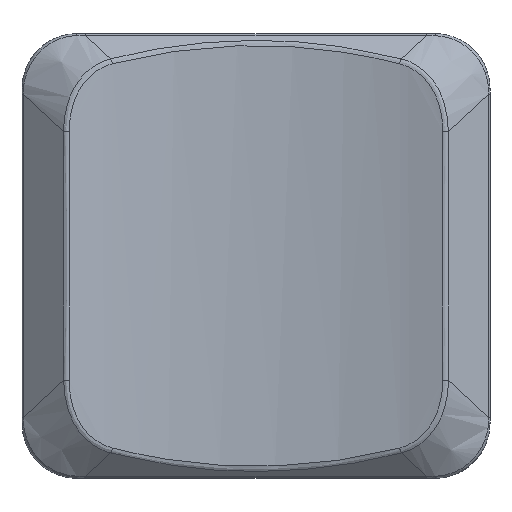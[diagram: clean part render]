
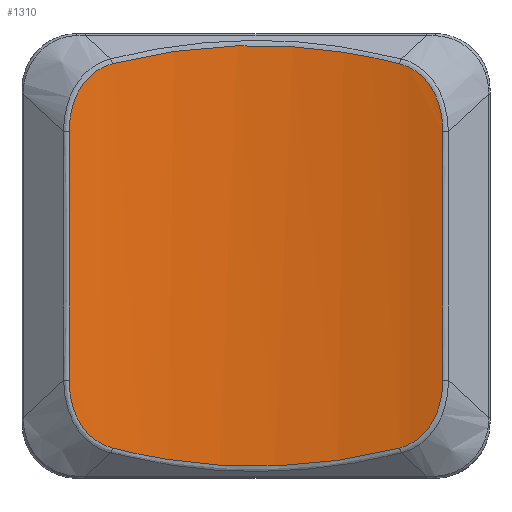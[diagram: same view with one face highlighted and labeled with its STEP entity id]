
A CAD part, top view. The second image highlights one B-rep face of the part: STEP entity #1310.
In plain terms, the highlighted cylindrical face has radius 23.196 mm (diameter 46.393 mm), a partial arc.
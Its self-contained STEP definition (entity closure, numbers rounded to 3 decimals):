
#57=B_SPLINE_CURVE_WITH_KNOTS('',3,(#2516,#2517,#2518,#2519,#2520,#2521,
#2522,#2523,#2524,#2525,#2526,#2527,#2528,#2529,#2530),.UNSPECIFIED.,.F.,
 .F.,(4,1,1,1,1,1,1,1,1,1,1,1,4),(0.008,0.031,
0.061,0.09,0.118,0.145,
0.171,0.198,0.225,0.251,
0.278,0.305,0.328),.UNSPECIFIED.);
#62=B_SPLINE_CURVE_WITH_KNOTS('',3,(#2588,#2589,#2590,#2591,#2592),
 .UNSPECIFIED.,.F.,.F.,(4,1,4),(0.328,0.943,1.404),
 .UNSPECIFIED.);
#64=B_SPLINE_CURVE_WITH_KNOTS('',3,(#2674,#2675,#2676,#2677,#2678,#2679,
#2680,#2681,#2682,#2683,#2684,#2685,#2686,#2687,#2688),.UNSPECIFIED.,.F.,
 .F.,(4,1,1,1,1,1,1,1,1,1,1,1,4),(1.404,1.428,1.455,
1.482,1.51,1.537,1.564,1.592,
1.62,1.647,1.675,1.703,1.724),
 .UNSPECIFIED.);
#66=B_SPLINE_CURVE_WITH_KNOTS('',3,(#2715,#2716,#2717,#2718),
 .UNSPECIFIED.,.F.,.F.,(4,4),(1.724,2.627),
 .UNSPECIFIED.);
#68=B_SPLINE_CURVE_WITH_KNOTS('',3,(#2800,#2801,#2802,#2803,#2804,#2805,
#2806,#2807,#2808,#2809,#2810,#2811,#2812,#2813,#2814),.UNSPECIFIED.,.F.,
 .F.,(4,1,1,1,1,1,1,1,1,1,1,1,4),(2.627,2.65,2.679,
2.708,2.736,2.763,2.79,2.816,
2.843,2.87,2.896,2.923,2.946),
 .UNSPECIFIED.);
#70=B_SPLINE_CURVE_WITH_KNOTS('',3,(#2846,#2847,#2848,#2849,#2850),
 .UNSPECIFIED.,.F.,.F.,(4,1,4),(2.946,3.561,4.022),
 .UNSPECIFIED.);
#73=B_SPLINE_CURVE_WITH_KNOTS('',3,(#2948,#2949,#2950,#2951,#2952,#2953,
#2954,#2955,#2956,#2957,#2958,#2959,#2960,#2961,#2962),.UNSPECIFIED.,.F.,
 .F.,(4,1,1,1,1,1,1,1,1,1,1,1,4),(4.022,4.046,4.073,
4.101,4.128,4.155,4.183,4.21,
4.238,4.266,4.294,4.322,4.342),
 .UNSPECIFIED.);
#75=B_SPLINE_CURVE_WITH_KNOTS('',3,(#2987,#2988,#2989,#2990),
 .UNSPECIFIED.,.F.,.F.,(4,4),(4.342,5.245),
 .UNSPECIFIED.);
#146=CYLINDRICAL_SURFACE('',#1403,23.196);
#214=FACE_OUTER_BOUND('',#293,.T.);
#293=EDGE_LOOP('',(#1132,#1133,#1134,#1135,#1136,#1137,#1138,#1139));
#611=VERTEX_POINT('',#2509);
#612=VERTEX_POINT('',#2515);
#614=VERTEX_POINT('',#2577);
#615=VERTEX_POINT('',#2668);
#616=VERTEX_POINT('',#2709);
#617=VERTEX_POINT('',#2794);
#618=VERTEX_POINT('',#2840);
#619=VERTEX_POINT('',#2926);
#781=EDGE_CURVE('',#611,#612,#57,.T.);
#786=EDGE_CURVE('',#612,#614,#62,.T.);
#788=EDGE_CURVE('',#614,#615,#64,.T.);
#790=EDGE_CURVE('',#615,#616,#66,.T.);
#792=EDGE_CURVE('',#616,#617,#68,.T.);
#794=EDGE_CURVE('',#617,#618,#70,.T.);
#797=EDGE_CURVE('',#618,#619,#73,.T.);
#799=EDGE_CURVE('',#619,#611,#75,.T.);
#1132=ORIENTED_EDGE('',*,*,#781,.F.);
#1133=ORIENTED_EDGE('',*,*,#799,.F.);
#1134=ORIENTED_EDGE('',*,*,#797,.F.);
#1135=ORIENTED_EDGE('',*,*,#794,.F.);
#1136=ORIENTED_EDGE('',*,*,#792,.F.);
#1137=ORIENTED_EDGE('',*,*,#790,.F.);
#1138=ORIENTED_EDGE('',*,*,#788,.F.);
#1139=ORIENTED_EDGE('',*,*,#786,.F.);
#1310=ADVANCED_FACE('',(#214),#146,.F.);
#1403=AXIS2_PLACEMENT_3D('',#3044,#1638,#1639);
#1638=DIRECTION('center_axis',(0.,1.,0.));
#1639=DIRECTION('ref_axis',(1.,0.,0.));
#2509=CARTESIAN_POINT('',(-6.791,4.515,2.466));
#2515=CARTESIAN_POINT('',(-5.218,6.978,2.045));
#2516=CARTESIAN_POINT('Ctrl Pts',(-6.791,4.515,2.466));
#2517=CARTESIAN_POINT('Ctrl Pts',(-6.79,4.592,2.466));
#2518=CARTESIAN_POINT('Ctrl Pts',(-6.783,4.768,2.464));
#2519=CARTESIAN_POINT('Ctrl Pts',(-6.753,5.038,2.455));
#2520=CARTESIAN_POINT('Ctrl Pts',(-6.698,5.321,2.438));
#2521=CARTESIAN_POINT('Ctrl Pts',(-6.621,5.588,2.415));
#2522=CARTESIAN_POINT('Ctrl Pts',(-6.521,5.839,2.385));
#2523=CARTESIAN_POINT('Ctrl Pts',(-6.398,6.075,2.35));
#2524=CARTESIAN_POINT('Ctrl Pts',(-6.251,6.292,2.308));
#2525=CARTESIAN_POINT('Ctrl Pts',(-6.079,6.489,2.26));
#2526=CARTESIAN_POINT('Ctrl Pts',(-5.883,6.66,2.208));
#2527=CARTESIAN_POINT('Ctrl Pts',(-5.666,6.802,2.152));
#2528=CARTESIAN_POINT('Ctrl Pts',(-5.443,6.908,2.097));
#2529=CARTESIAN_POINT('Ctrl Pts',(-5.29,6.959,2.061));
#2530=CARTESIAN_POINT('Ctrl Pts',(-5.218,6.978,2.045));
#2577=CARTESIAN_POINT('',(5.218,6.978,2.045));
#2588=CARTESIAN_POINT('Ctrl Pts',(-5.218,6.978,2.045));
#2589=CARTESIAN_POINT('Ctrl Pts',(-3.3,7.473,1.602));
#2590=CARTESIAN_POINT('Ctrl Pts',(0.267,7.874,1.243));
#2591=CARTESIAN_POINT('Ctrl Pts',(3.779,7.35,1.712));
#2592=CARTESIAN_POINT('Ctrl Pts',(5.218,6.978,2.045));
#2668=CARTESIAN_POINT('',(6.791,4.515,2.466));
#2674=CARTESIAN_POINT('Ctrl Pts',(5.218,6.978,2.045));
#2675=CARTESIAN_POINT('Ctrl Pts',(5.292,6.958,2.062));
#2676=CARTESIAN_POINT('Ctrl Pts',(5.448,6.906,2.098));
#2677=CARTESIAN_POINT('Ctrl Pts',(5.676,6.797,2.155));
#2678=CARTESIAN_POINT('Ctrl Pts',(5.897,6.649,2.212));
#2679=CARTESIAN_POINT('Ctrl Pts',(6.096,6.471,2.265));
#2680=CARTESIAN_POINT('Ctrl Pts',(6.27,6.267,2.313));
#2681=CARTESIAN_POINT('Ctrl Pts',(6.419,6.041,2.356));
#2682=CARTESIAN_POINT('Ctrl Pts',(6.541,5.796,2.391));
#2683=CARTESIAN_POINT('Ctrl Pts',(6.637,5.538,2.42));
#2684=CARTESIAN_POINT('Ctrl Pts',(6.71,5.27,2.442));
#2685=CARTESIAN_POINT('Ctrl Pts',(6.759,4.995,2.457));
#2686=CARTESIAN_POINT('Ctrl Pts',(6.784,4.742,2.464));
#2687=CARTESIAN_POINT('Ctrl Pts',(6.79,4.582,2.466));
#2688=CARTESIAN_POINT('Ctrl Pts',(6.791,4.515,2.466));
#2709=CARTESIAN_POINT('',(6.791,-4.515,2.466));
#2715=CARTESIAN_POINT('Ctrl Pts',(6.791,4.515,2.466));
#2716=CARTESIAN_POINT('Ctrl Pts',(6.791,1.503,2.466));
#2717=CARTESIAN_POINT('Ctrl Pts',(6.791,-1.502,2.466));
#2718=CARTESIAN_POINT('Ctrl Pts',(6.791,-4.515,2.466));
#2794=CARTESIAN_POINT('',(5.218,-6.978,2.045));
#2800=CARTESIAN_POINT('Ctrl Pts',(6.791,-4.515,2.466));
#2801=CARTESIAN_POINT('Ctrl Pts',(6.79,-4.592,2.466));
#2802=CARTESIAN_POINT('Ctrl Pts',(6.783,-4.768,2.464));
#2803=CARTESIAN_POINT('Ctrl Pts',(6.753,-5.038,2.455));
#2804=CARTESIAN_POINT('Ctrl Pts',(6.698,-5.321,2.438));
#2805=CARTESIAN_POINT('Ctrl Pts',(6.621,-5.588,2.415));
#2806=CARTESIAN_POINT('Ctrl Pts',(6.521,-5.839,2.385));
#2807=CARTESIAN_POINT('Ctrl Pts',(6.398,-6.075,2.35));
#2808=CARTESIAN_POINT('Ctrl Pts',(6.251,-6.292,2.308));
#2809=CARTESIAN_POINT('Ctrl Pts',(6.079,-6.489,2.26));
#2810=CARTESIAN_POINT('Ctrl Pts',(5.883,-6.66,2.208));
#2811=CARTESIAN_POINT('Ctrl Pts',(5.666,-6.802,2.152));
#2812=CARTESIAN_POINT('Ctrl Pts',(5.443,-6.908,2.097));
#2813=CARTESIAN_POINT('Ctrl Pts',(5.29,-6.959,2.061));
#2814=CARTESIAN_POINT('Ctrl Pts',(5.218,-6.978,2.045));
#2840=CARTESIAN_POINT('',(-5.218,-6.978,2.045));
#2846=CARTESIAN_POINT('Ctrl Pts',(5.218,-6.978,2.045));
#2847=CARTESIAN_POINT('Ctrl Pts',(3.3,-7.473,1.602));
#2848=CARTESIAN_POINT('Ctrl Pts',(-0.267,-7.874,
1.243));
#2849=CARTESIAN_POINT('Ctrl Pts',(-3.779,-7.35,1.712));
#2850=CARTESIAN_POINT('Ctrl Pts',(-5.218,-6.978,2.045));
#2926=CARTESIAN_POINT('',(-6.791,-4.515,2.466));
#2948=CARTESIAN_POINT('Ctrl Pts',(-5.218,-6.978,2.045));
#2949=CARTESIAN_POINT('Ctrl Pts',(-5.292,-6.958,2.062));
#2950=CARTESIAN_POINT('Ctrl Pts',(-5.448,-6.906,2.098));
#2951=CARTESIAN_POINT('Ctrl Pts',(-5.676,-6.797,2.155));
#2952=CARTESIAN_POINT('Ctrl Pts',(-5.897,-6.649,2.212));
#2953=CARTESIAN_POINT('Ctrl Pts',(-6.096,-6.471,2.265));
#2954=CARTESIAN_POINT('Ctrl Pts',(-6.27,-6.267,2.313));
#2955=CARTESIAN_POINT('Ctrl Pts',(-6.419,-6.041,2.356));
#2956=CARTESIAN_POINT('Ctrl Pts',(-6.541,-5.796,2.391));
#2957=CARTESIAN_POINT('Ctrl Pts',(-6.637,-5.538,2.42));
#2958=CARTESIAN_POINT('Ctrl Pts',(-6.71,-5.27,2.442));
#2959=CARTESIAN_POINT('Ctrl Pts',(-6.759,-4.995,2.457));
#2960=CARTESIAN_POINT('Ctrl Pts',(-6.784,-4.742,2.464));
#2961=CARTESIAN_POINT('Ctrl Pts',(-6.79,-4.582,2.466));
#2962=CARTESIAN_POINT('Ctrl Pts',(-6.791,-4.515,2.466));
#2987=CARTESIAN_POINT('Ctrl Pts',(-6.791,-4.515,2.466));
#2988=CARTESIAN_POINT('Ctrl Pts',(-6.791,-1.503,2.466));
#2989=CARTESIAN_POINT('Ctrl Pts',(-6.791,1.502,2.466));
#2990=CARTESIAN_POINT('Ctrl Pts',(-6.791,4.515,2.466));
#3044=CARTESIAN_POINT('Origin',(0.,0.,24.646));
